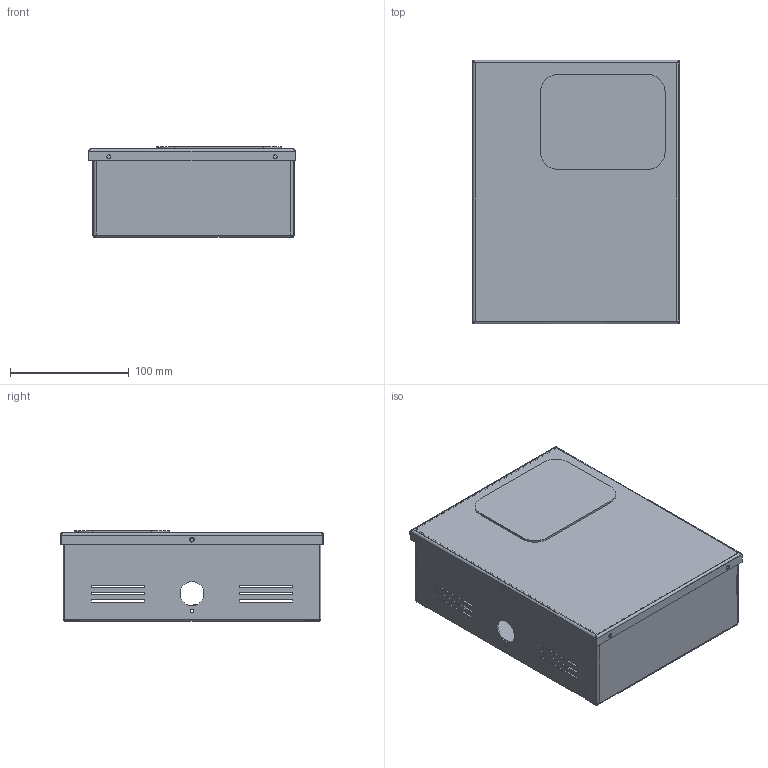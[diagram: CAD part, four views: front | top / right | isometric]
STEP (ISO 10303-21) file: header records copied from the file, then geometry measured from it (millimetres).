
FILE_DESCRIPTION (( 'STEP AP214' ), '1' );
FILE_NAME ('賺俵 12-1,6.STEP', '2021-02-15T14:51:18', ( '' ), ( '' ), 'SwSTEP 2.0', 'SolidWorks 2017', '' );
FILE_SCHEMA (( 'AUTOMOTIVE_DESIGN' ));
Length unit declared in the file: millimetre
Products named in the file (1): 賺俵 12-1,6
Bounding box: 173.6 x 221.6 x 76.4 mm (x, y, z)
Volume: 163266.5 mm3; surface area: 356815.1 mm2
Topology: 10 solids, 10 shells, 601 faces, 1613 edges, 1006 vertices
Faces by surface type: plane 416, cylinder 165, bspline 12, torus 6, cone 2
Entity records: 26037 total; most frequent: CARTESIAN_POINT 3805, ORIENTED_EDGE 3226, DIRECTION 3137, EDGE_CURVE 1613, LINE 1181, VECTOR 1181, VERTEX_POINT 1006, AXIS2_PLACEMENT_3D 978
